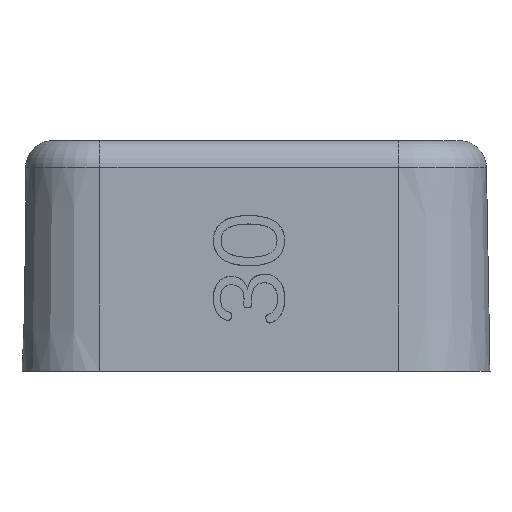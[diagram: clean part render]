
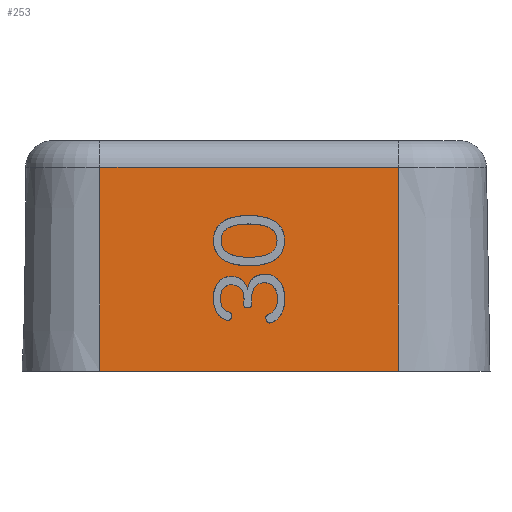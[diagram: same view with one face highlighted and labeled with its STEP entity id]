
A CAD part, left-side view. The second image highlights one B-rep face of the part: STEP entity #253.
In plain terms, the highlighted planar face has unit normal (-1, 0, 0.018).
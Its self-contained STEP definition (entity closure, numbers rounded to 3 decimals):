
#253=ADVANCED_FACE('',(#552),#553,.F.);
#552=FACE_OUTER_BOUND('',#965,.T.);
#553=PLANE('',#966);
#965=EDGE_LOOP('',(#2208,#2209,#2210,#2211));
#966=AXIS2_PLACEMENT_3D('',#2212,#2213,#2214);
#2208=ORIENTED_EDGE('',*,*,#3115,.T.);
#2209=ORIENTED_EDGE('',*,*,#3116,.T.);
#2210=ORIENTED_EDGE('',*,*,#3117,.F.);
#2211=ORIENTED_EDGE('',*,*,#3056,.T.);
#2212=CARTESIAN_POINT('',(-21.95,3.95,17.0));
#2213=DIRECTION('',(1.,0.,-0.017));
#2214=DIRECTION('',(-0.017,0.0,-1.));
#3056=EDGE_CURVE('',#3686,#3684,#3687,.F.);
#3115=EDGE_CURVE('',#3684,#3786,#3788,.T.);
#3116=EDGE_CURVE('',#3786,#3789,#3790,.F.);
#3117=EDGE_CURVE('',#3686,#3789,#3791,.T.);
#3684=VERTEX_POINT('',#5333);
#3686=VERTEX_POINT('',#5335);
#3687=LINE('',#5336,#5337);
#3786=VERTEX_POINT('',#5471);
#3788=LINE('',#5473,#5474);
#3789=VERTEX_POINT('',#5475);
#3790=LINE('',#5476,#5477);
#3791=LINE('',#5478,#5479);
#5333=CARTESIAN_POINT('',(-22.247,4.5,0.0));
#5335=CARTESIAN_POINT('',(-22.247,26.5,0.0));
#5336=CARTESIAN_POINT('',(-22.247,3.95,0.0));
#5337=VECTOR('',#5994,1000.0);
#5471=CARTESIAN_POINT('',(-21.984,4.5,15.035));
#5473=CARTESIAN_POINT('',(-21.95,4.5,17.0));
#5474=VECTOR('',#6099,1000.0);
#5475=CARTESIAN_POINT('',(-21.984,26.5,15.035));
#5476=CARTESIAN_POINT('',(-21.984,26.5,15.035));
#5477=VECTOR('',#6100,1000.0);
#5478=CARTESIAN_POINT('',(-21.95,26.5,17.0));
#5479=VECTOR('',#6101,1000.0);
#5994=DIRECTION('',(0.,1.0,0.0));
#6099=DIRECTION('',(0.017,0.,1.));
#6100=DIRECTION('',(0.,-1.0,0.));
#6101=DIRECTION('',(0.017,0.,1.));
